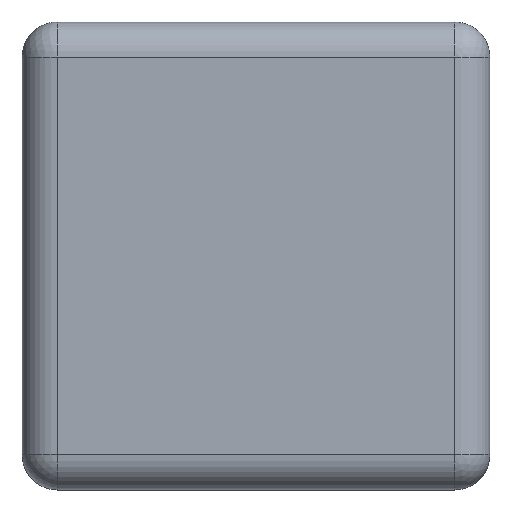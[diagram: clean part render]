
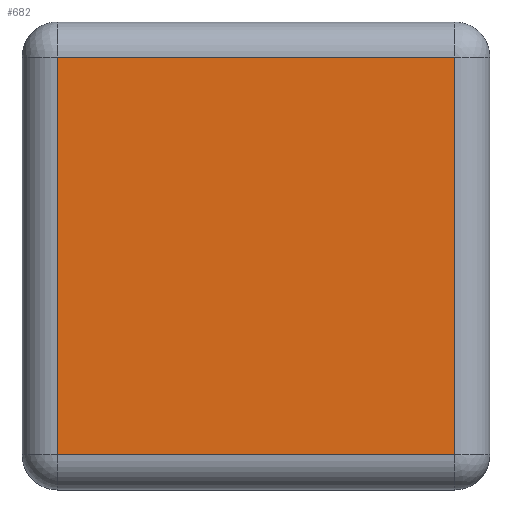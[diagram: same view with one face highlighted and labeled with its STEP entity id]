
A CAD part, top view. The second image highlights one B-rep face of the part: STEP entity #682.
In plain terms, the highlighted planar face has unit normal (0, 0, 1).
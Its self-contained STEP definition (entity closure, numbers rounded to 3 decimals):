
#29=LINE('',#1176,#49);
#33=LINE('',#1192,#53);
#35=LINE('',#1195,#55);
#37=LINE('',#1198,#57);
#49=VECTOR('',#961,21.59);
#53=VECTOR('',#979,21.59);
#55=VECTOR('',#983,21.59);
#57=VECTOR('',#987,21.59);
#115=PLANE('',#794);
#188=FACE_OUTER_BOUND('',#261,.T.);
#261=EDGE_LOOP('',(#559,#560,#561,#562));
#364=VERTEX_POINT('',#1138);
#369=VERTEX_POINT('',#1151);
#374=VERTEX_POINT('',#1164);
#379=VERTEX_POINT('',#1180);
#435=EDGE_CURVE('',#364,#374,#29,.T.);
#443=EDGE_CURVE('',#374,#379,#33,.T.);
#445=EDGE_CURVE('',#379,#369,#35,.T.);
#447=EDGE_CURVE('',#369,#364,#37,.T.);
#559=ORIENTED_EDGE('',*,*,#435,.F.);
#560=ORIENTED_EDGE('',*,*,#447,.F.);
#561=ORIENTED_EDGE('',*,*,#445,.F.);
#562=ORIENTED_EDGE('',*,*,#443,.F.);
#682=ADVANCED_FACE('',(#188),#115,.T.);
#794=AXIS2_PLACEMENT_3D('',#1204,#995,#996);
#961=DIRECTION('',(1.,0.,0.));
#979=DIRECTION('',(0.,-1.,0.));
#983=DIRECTION('',(-1.,0.,0.));
#987=DIRECTION('',(0.,1.,0.));
#995=DIRECTION('center_axis',(0.,0.,1.));
#996=DIRECTION('ref_axis',(-1.,0.,0.));
#1138=CARTESIAN_POINT('',(-10.795,10.795,13.08));
#1151=CARTESIAN_POINT('',(-10.795,-10.795,13.08));
#1164=CARTESIAN_POINT('',(10.795,10.795,13.08));
#1176=CARTESIAN_POINT('',(6.35,10.795,13.08));
#1180=CARTESIAN_POINT('',(10.795,-10.795,13.08));
#1192=CARTESIAN_POINT('',(10.795,-6.35,13.08));
#1195=CARTESIAN_POINT('',(-6.35,-10.795,13.08));
#1198=CARTESIAN_POINT('',(-10.795,6.35,13.08));
#1204=CARTESIAN_POINT('Origin',(0.,0.,13.08));
